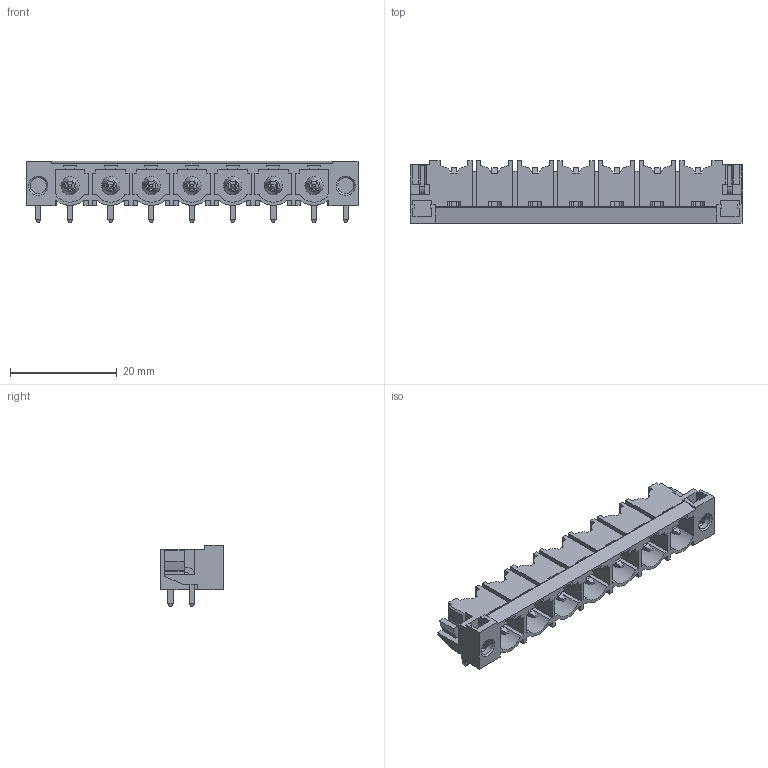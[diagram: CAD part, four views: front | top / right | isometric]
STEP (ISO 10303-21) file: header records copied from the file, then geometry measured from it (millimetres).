
FILE_DESCRIPTION(('CATIA V5 STEP Exchange','CAx-IF Rec.Pracs.--- Model Styling and Organization---1.2---2011-12-15'),'2;1');
FILE_NAME ('D1448500_0_1095970000_1095970000.stp','2018-11-15T10:47:41+00:00',('none'),('Weidmueller'),'CATIA Version 5-6 Release 2014','CATIA V5 STEP AP214','none');
FILE_SCHEMA(('AUTOMOTIVE_DESIGN { 1 0 10303 214 1 1 1 1 }'));
Length unit declared in the file: millimetre
Products named in the file (1): 1095970000
Bounding box: 62.2 x 11.75 x 11.6 mm (x, y, z)
Volume: 2385.1 mm3; surface area: 5560.4 mm2
Topology: 10 solids, 10 shells, 639 faces, 1781 edges, 1162 vertices
Faces by surface type: plane 537, cylinder 70, cone 18, torus 14
Entity records: 18295 total; most frequent: ORIENTED_EDGE 3562, CARTESIAN_POINT 3333, DIRECTION 2319, EDGE_CURVE 1763, VECTOR 1499, LINE 1499, VERTEX_POINT 1118, EDGE_LOOP 675
